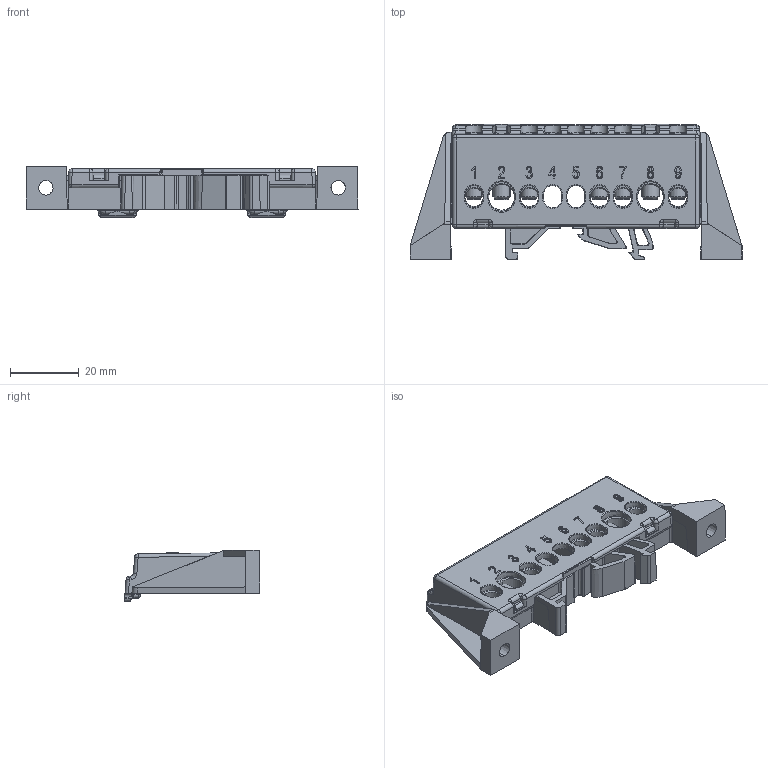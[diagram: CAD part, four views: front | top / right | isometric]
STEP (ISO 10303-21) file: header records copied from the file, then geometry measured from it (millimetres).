
FILE_DESCRIPTION (( 'STEP AP214' ), '1' );
FILE_NAME ('KSN-2-8x12 (03+04).STEP', '2023-11-03T11:50:55', ( '' ), ( '' ), 'SwSTEP 2.0', 'SolidWorks 2022', '' );
FILE_SCHEMA (( 'AUTOMOTIVE_DESIGN' ));
Length unit declared in the file: millimetre
Products named in the file (8): KSN-2-8x12 (03+04); Винт М5х10_20140212; BHBT-3-8x12.04.01; Cover 09; BHBT-3-8x12.03.00; BHBT-3-8x12.03.01; Holder8x12-09-уклоны_уклоны; BHBT-3-8x12.04.00
Assembly tree (13 placements, depth 3):
  KSN-2-8x12 (03+04)
    Holder8x12-09-уклоны_уклоны
    Cover 09
    BHBT-3-8x12.03.00
      BHBT-3-8x12.03.01
      Винт М5х10_20140212  x3
    BHBT-3-8x12.04.00
      BHBT-3-8x12.04.01
      Винт М5х10_20140212  x4
Bounding box: 96.29 x 39.24 x 14.83 mm (x, y, z)
Volume: 17614.5 mm3; surface area: 21046.6 mm2
Topology: 11 solids, 11 shells, 1275 faces, 3484 edges, 2226 vertices
Faces by surface type: plane 597, cylinder 315, cone 146, torus 112, bspline 93, sphere 12
Entity records: 36265 total; most frequent: CARTESIAN_POINT 12455, ORIENTED_EDGE 5340, DIRECTION 4298, EDGE_CURVE 2670, VERTEX_POINT 1714, VECTOR 1590, LINE 1590, AXIS2_PLACEMENT_3D 1354
